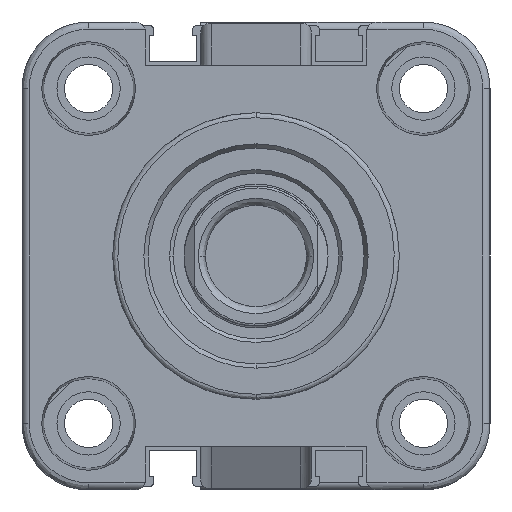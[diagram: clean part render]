
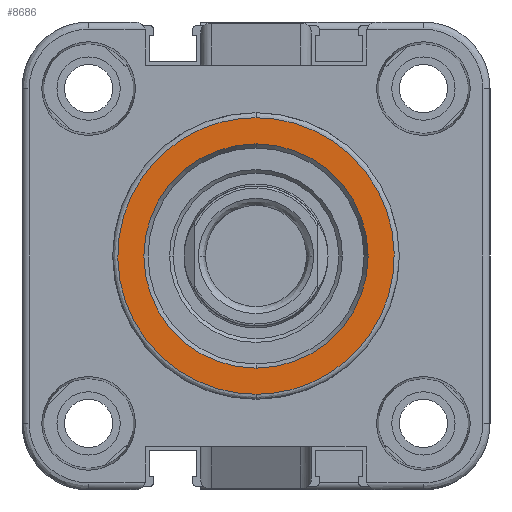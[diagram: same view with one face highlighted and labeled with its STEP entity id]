
A CAD part, front view. The second image highlights one B-rep face of the part: STEP entity #8686.
In plain terms, the highlighted face is planar.
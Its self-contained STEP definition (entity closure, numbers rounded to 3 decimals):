
#128 = AXIS2_PLACEMENT_3D ( 'NONE', #3759, #11305, #10341 ) ;
#638 = ORIENTED_EDGE ( 'NONE', *, *, #3168, .F. ) ;
#1527 = CIRCLE ( 'NONE', #128, 15.577 ) ;
#2423 = EDGE_LOOP ( 'NONE', ( #7437, #8347 ) ) ;
#2580 = ORIENTED_EDGE ( 'NONE', *, *, #13541, .F. ) ;
#2634 = CARTESIAN_POINT ( 'NONE',  ( 274.95, 214.438, 307.666 ) ) ;
#3168 = EDGE_CURVE ( 'NONE', #5029, #12243, #1527, .T. ) ;
#3545 = DIRECTION ( 'NONE',  ( 0., 0., 1. ) ) ;
#3759 = CARTESIAN_POINT ( 'NONE',  ( 274.95, 214.438, 288.466 ) ) ;
#4261 = CIRCLE ( 'NONE', #10889, 15.577 ) ;
#4706 = CARTESIAN_POINT ( 'NONE',  ( 274.95, 252.838, 269.266 ) ) ;
#5025 = FACE_OUTER_BOUND ( 'NONE', #2423, .T. ) ;
#5029 = VERTEX_POINT ( 'NONE', #9357 ) ;
#5775 = CARTESIAN_POINT ( 'NONE',  ( 274.95, 234.338, 288.466 ) ) ;
#6815 = CARTESIAN_POINT ( 'NONE',  ( 274.95, 176.038, 307.666 ) ) ;
#7349 =( BOUNDED_CURVE ( )  B_SPLINE_CURVE ( 3, ( #2634, #9019, #4706, #10215 ),
 .UNSPECIFIED., .F., .F. ) 
 B_SPLINE_CURVE_WITH_KNOTS ( ( 4, 4 ),
 ( 0., 1. ),
 .UNSPECIFIED. ) 
 CURVE ( )  GEOMETRIC_REPRESENTATION_ITEM ( )  RATIONAL_B_SPLINE_CURVE ( ( 1., 0.333, 0.333, 1. ) ) 
 REPRESENTATION_ITEM ( '' )  );
#7437 = ORIENTED_EDGE ( 'NONE', *, *, #7480, .F. ) ;
#7480 = EDGE_CURVE ( 'NONE', #14081, #11921, #7349, .T. ) ;
#7611 = AXIS2_PLACEMENT_3D ( 'NONE', #5775, #9023, #3545 ) ;
#8029 = PLANE ( 'NONE',  #7611 ) ;
#8347 = ORIENTED_EDGE ( 'NONE', *, *, #12978, .F. ) ;
#8686 = ADVANCED_FACE ( 'NONE', ( #12827, #5025 ), #8029, .F. ) ;
#8962 =( BOUNDED_CURVE ( )  B_SPLINE_CURVE ( 3, ( #13191, #9990, #6815, #10090 ),
 .UNSPECIFIED., .F., .F. ) 
 B_SPLINE_CURVE_WITH_KNOTS ( ( 4, 4 ),
 ( 0., 1. ),
 .UNSPECIFIED. ) 
 CURVE ( )  GEOMETRIC_REPRESENTATION_ITEM ( )  RATIONAL_B_SPLINE_CURVE ( ( 1., 0.333, 0.333, 1. ) ) 
 REPRESENTATION_ITEM ( '' )  );
#9019 = CARTESIAN_POINT ( 'NONE',  ( 274.95, 252.838, 307.666 ) ) ;
#9023 = DIRECTION ( 'NONE',  ( -1., 0., 0. ) ) ;
#9357 = CARTESIAN_POINT ( 'NONE',  ( 274.95, 214.438, 304.043 ) ) ;
#9358 = CARTESIAN_POINT ( 'NONE',  ( 274.95, 214.438, 307.666 ) ) ;
#9735 = CARTESIAN_POINT ( 'NONE',  ( 274.95, 214.438, 269.266 ) ) ;
#9990 = CARTESIAN_POINT ( 'NONE',  ( 274.95, 176.038, 269.266 ) ) ;
#10090 = CARTESIAN_POINT ( 'NONE',  ( 274.95, 214.438, 307.666 ) ) ;
#10215 = CARTESIAN_POINT ( 'NONE',  ( 274.95, 214.438, 269.266 ) ) ;
#10341 = DIRECTION ( 'NONE',  ( 0., 0., -1. ) ) ;
#10851 = DIRECTION ( 'NONE',  ( 0., 0., -1. ) ) ;
#10889 = AXIS2_PLACEMENT_3D ( 'NONE', #11993, #12040, #10851 ) ;
#11202 = EDGE_LOOP ( 'NONE', ( #2580, #638 ) ) ;
#11264 = CARTESIAN_POINT ( 'NONE',  ( 274.95, 214.438, 272.889 ) ) ;
#11305 = DIRECTION ( 'NONE',  ( 1., 0., 0. ) ) ;
#11921 = VERTEX_POINT ( 'NONE', #9735 ) ;
#11993 = CARTESIAN_POINT ( 'NONE',  ( 274.95, 214.438, 288.466 ) ) ;
#12040 = DIRECTION ( 'NONE',  ( 1., 0., 0. ) ) ;
#12243 = VERTEX_POINT ( 'NONE', #11264 ) ;
#12827 = FACE_BOUND ( 'NONE', #11202, .T. ) ;
#12978 = EDGE_CURVE ( 'NONE', #11921, #14081, #8962, .T. ) ;
#13191 = CARTESIAN_POINT ( 'NONE',  ( 274.95, 214.438, 269.266 ) ) ;
#13541 = EDGE_CURVE ( 'NONE', #12243, #5029, #4261, .T. ) ;
#14081 = VERTEX_POINT ( 'NONE', #9358 ) ;
